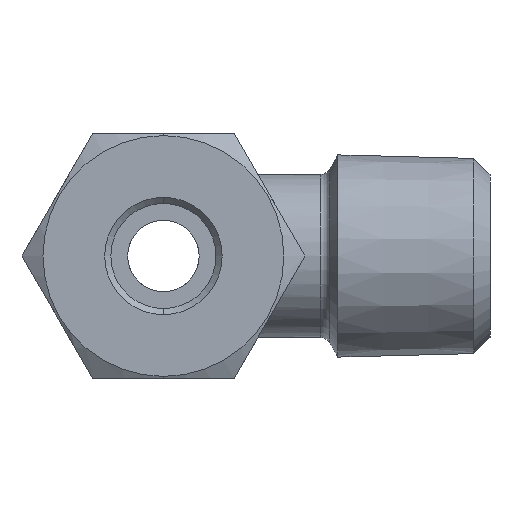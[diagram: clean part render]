
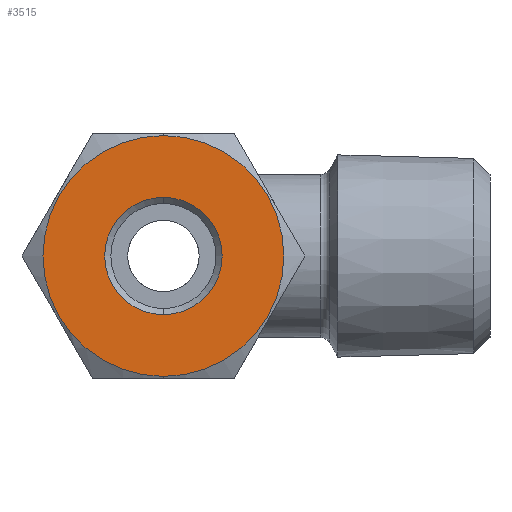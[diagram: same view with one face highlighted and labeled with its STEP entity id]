
A CAD part, left-side view. The second image highlights one B-rep face of the part: STEP entity #3515.
In plain terms, the highlighted planar face has unit normal (-1, 0, 0).
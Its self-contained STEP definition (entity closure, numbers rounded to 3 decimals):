
#485 = CIRCLE ( 'NONE', #511, 2.875 ) ;
#511 = AXIS2_PLACEMENT_3D ( 'NONE', #5386, #5387, #5388 ) ;
#513 = CIRCLE ( 'NONE', #515, 5.9 ) ;
#515 = AXIS2_PLACEMENT_3D ( 'NONE', #5393, #5394, #5395 ) ;
#566 = AXIS2_PLACEMENT_3D ( 'NONE', #3701, #3702, #3703 ) ;
#882 = VERTEX_POINT ( 'NONE', #6044 ) ;
#892 = VERTEX_POINT ( 'NONE', #6054 ) ;
#893 = VERTEX_POINT ( 'NONE', #6055 ) ;
#894 = VERTEX_POINT ( 'NONE', #6056 ) ;
#950 = EDGE_LOOP ( 'NONE', ( #4106, #4105 ) ) ;
#951 = EDGE_LOOP ( 'NONE', ( #4103, #4104 ) ) ;
#1448 = FACE_BOUND ( 'NONE', #950, .T. ) ;
#1449 = FACE_OUTER_BOUND ( 'NONE', #951, .T. ) ;
#2512 = CIRCLE ( 'NONE', #2518, 5.9 ) ;
#2514 = CIRCLE ( 'NONE', #2517, 2.875 ) ;
#2517 = AXIS2_PLACEMENT_3D ( 'NONE', #4801, #4802, #4803 ) ;
#2518 = AXIS2_PLACEMENT_3D ( 'NONE', #4814, #4815, #4816 ) ;
#3515 = ADVANCED_FACE ( 'NONE', ( #1448, #1449 ), #3700, .F. ) ;
#3700 = PLANE ( 'NONE',  #566 ) ;
#3701 = CARTESIAN_POINT ( 'NONE',  ( -22.403, 5.9, 0. ) ) ;
#3702 = DIRECTION ( 'NONE',  ( 1., 0., 0. ) ) ;
#3703 = DIRECTION ( 'NONE',  ( 0., 0., -1. ) ) ;
#4103 = ORIENTED_EDGE ( 'NONE', *, *, #5779, .T. ) ;
#4104 = ORIENTED_EDGE ( 'NONE', *, *, #4851, .T. ) ;
#4105 = ORIENTED_EDGE ( 'NONE', *, *, #5777, .T. ) ;
#4106 = ORIENTED_EDGE ( 'NONE', *, *, #4848, .T. ) ;
#4801 = CARTESIAN_POINT ( 'NONE',  ( -22.403, 0., 0. ) ) ;
#4802 = DIRECTION ( 'NONE',  ( 1., 0., 0. ) ) ;
#4803 = DIRECTION ( 'NONE',  ( 0., 0., -1. ) ) ;
#4814 = CARTESIAN_POINT ( 'NONE',  ( -22.403, 0., 0. ) ) ;
#4815 = DIRECTION ( 'NONE',  ( -1., 0., 0. ) ) ;
#4816 = DIRECTION ( 'NONE',  ( 0., 0., 1. ) ) ;
#4848 = EDGE_CURVE ( 'NONE', #893, #882, #485, .T. ) ;
#4851 = EDGE_CURVE ( 'NONE', #892, #894, #513, .T. ) ;
#5386 = CARTESIAN_POINT ( 'NONE',  ( -22.403, 0., 0. ) ) ;
#5387 = DIRECTION ( 'NONE',  ( 1., 0., 0. ) ) ;
#5388 = DIRECTION ( 'NONE',  ( 0., 0., -1. ) ) ;
#5393 = CARTESIAN_POINT ( 'NONE',  ( -22.403, 0., 0. ) ) ;
#5394 = DIRECTION ( 'NONE',  ( -1., 0., 0. ) ) ;
#5395 = DIRECTION ( 'NONE',  ( 0., 0., 1. ) ) ;
#5777 = EDGE_CURVE ( 'NONE', #882, #893, #2514, .T. ) ;
#5779 = EDGE_CURVE ( 'NONE', #894, #892, #2512, .T. ) ;
#6044 = CARTESIAN_POINT ( 'NONE',  ( -22.403, 0., -2.875 ) ) ;
#6054 = CARTESIAN_POINT ( 'NONE',  ( -22.403, 0., 5.9 ) ) ;
#6055 = CARTESIAN_POINT ( 'NONE',  ( -22.403, 0., 2.875 ) ) ;
#6056 = CARTESIAN_POINT ( 'NONE',  ( -22.403, 0., -5.9 ) ) ;
